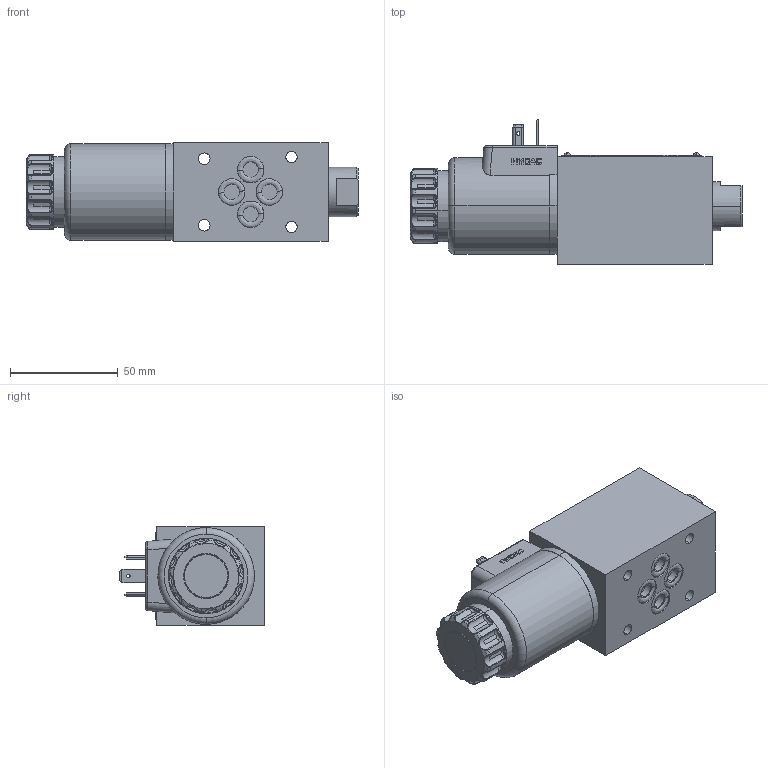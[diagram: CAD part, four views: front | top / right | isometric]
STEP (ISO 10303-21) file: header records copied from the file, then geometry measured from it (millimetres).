
FILE_DESCRIPTION (( 'STEP AP214' ), '1' );
FILE_NAME ('WVM-6i-42-C.STEP', '2017-06-15T11:09:39', ( 'admin' ), ( '' ), 'SwSTEP 2.0', 'SolidWorks 2016', '' );
FILE_SCHEMA (( 'AUTOMOTIVE_DESIGN' ));
Length unit declared in the file: millimetre
Products named in the file (1): WVM-6i-42-C
Bounding box: 154.29 x 67.1 x 46 mm (x, y, z)
Volume: 267791.6 mm3; surface area: 35564.1 mm2
Topology: 5 solids, 6 shells, 679 faces, 1657 edges, 999 vertices
Faces by surface type: plane 255, cylinder 174, bspline 90, torus 84, cone 48, sphere 28
Entity records: 30283 total; most frequent: CARTESIAN_POINT 7393, DIRECTION 3307, ORIENTED_EDGE 3262, EDGE_CURVE 1631, AXIS2_PLACEMENT_3D 1271, VERTEX_POINT 999, VECTOR 765, LINE 765
